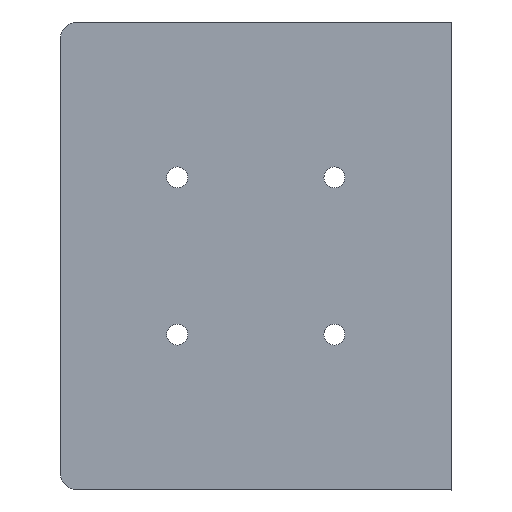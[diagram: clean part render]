
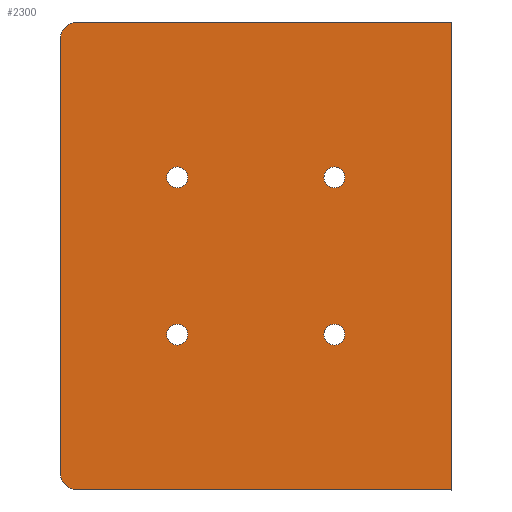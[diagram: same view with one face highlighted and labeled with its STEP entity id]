
A CAD part, front view. The second image highlights one B-rep face of the part: STEP entity #2300.
In plain terms, the highlighted planar face has unit normal (0, -1, 0).
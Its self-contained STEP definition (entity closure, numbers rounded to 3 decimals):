
#54=FACE_BOUND('',#207,.T.);
#55=FACE_BOUND('',#208,.T.);
#56=FACE_BOUND('',#209,.T.);
#57=FACE_BOUND('',#210,.T.);
#76=FACE_OUTER_BOUND('',#206,.T.);
#206=EDGE_LOOP('',(#1635,#1636,#1637,#1638,#1639,#1640));
#207=EDGE_LOOP('',(#1641));
#208=EDGE_LOOP('',(#1642));
#209=EDGE_LOOP('',(#1643));
#210=EDGE_LOOP('',(#1644));
#351=CIRCLE('',#2466,2.5);
#352=CIRCLE('',#2467,2.5);
#353=CIRCLE('',#2468,1.5);
#354=CIRCLE('',#2469,1.5);
#355=CIRCLE('',#2470,1.5);
#356=CIRCLE('',#2471,1.5);
#403=LINE('',#3333,#677);
#407=LINE('',#3342,#681);
#464=LINE('',#3477,#738);
#481=LINE('',#3545,#755);
#677=VECTOR('',#2650,10.);
#681=VECTOR('',#2656,10.);
#738=VECTOR('',#2729,10.);
#755=VECTOR('',#2790,10.);
#952=VERTEX_POINT('',#3331);
#953=VERTEX_POINT('',#3332);
#956=VERTEX_POINT('',#3340);
#957=VERTEX_POINT('',#3341);
#1045=VERTEX_POINT('',#3542);
#1046=VERTEX_POINT('',#3544);
#1047=VERTEX_POINT('',#3547);
#1048=VERTEX_POINT('',#3549);
#1049=VERTEX_POINT('',#3551);
#1050=VERTEX_POINT('',#3553);
#1175=EDGE_CURVE('',#952,#953,#403,.T.);
#1179=EDGE_CURVE('',#956,#957,#407,.T.);
#1242=EDGE_CURVE('',#953,#957,#464,.T.);
#1277=EDGE_CURVE('',#1045,#956,#351,.T.);
#1278=EDGE_CURVE('',#1046,#1045,#481,.T.);
#1279=EDGE_CURVE('',#952,#1046,#352,.T.);
#1280=EDGE_CURVE('',#1047,#1047,#353,.T.);
#1281=EDGE_CURVE('',#1048,#1048,#354,.T.);
#1282=EDGE_CURVE('',#1049,#1049,#355,.T.);
#1283=EDGE_CURVE('',#1050,#1050,#356,.T.);
#1635=ORIENTED_EDGE('',*,*,#1175,.T.);
#1636=ORIENTED_EDGE('',*,*,#1242,.T.);
#1637=ORIENTED_EDGE('',*,*,#1179,.F.);
#1638=ORIENTED_EDGE('',*,*,#1277,.F.);
#1639=ORIENTED_EDGE('',*,*,#1278,.F.);
#1640=ORIENTED_EDGE('',*,*,#1279,.F.);
#1641=ORIENTED_EDGE('',*,*,#1280,.F.);
#1642=ORIENTED_EDGE('',*,*,#1281,.F.);
#1643=ORIENTED_EDGE('',*,*,#1282,.F.);
#1644=ORIENTED_EDGE('',*,*,#1283,.F.);
#2200=PLANE('',#2465);
#2300=ADVANCED_FACE('',(#76,#54,#55,#56,#57),#2200,.F.);
#2465=AXIS2_PLACEMENT_3D('',#3541,#2786,#2787);
#2466=AXIS2_PLACEMENT_3D('',#3543,#2788,#2789);
#2467=AXIS2_PLACEMENT_3D('',#3546,#2791,#2792);
#2468=AXIS2_PLACEMENT_3D('',#3548,#2793,#2794);
#2469=AXIS2_PLACEMENT_3D('',#3550,#2795,#2796);
#2470=AXIS2_PLACEMENT_3D('',#3552,#2797,#2798);
#2471=AXIS2_PLACEMENT_3D('',#3554,#2799,#2800);
#2650=DIRECTION('',(1.,0.,0.));
#2656=DIRECTION('',(1.,0.,0.));
#2729=DIRECTION('',(0.,0.,1.));
#2786=DIRECTION('center_axis',(0.,1.,0.));
#2787=DIRECTION('ref_axis',(1.,0.,0.));
#2788=DIRECTION('center_axis',(0.,1.,0.));
#2789=DIRECTION('ref_axis',(-0.707,0.,0.707));
#2790=DIRECTION('',(0.,0.,1.));
#2791=DIRECTION('center_axis',(0.,1.,0.));
#2792=DIRECTION('ref_axis',(-0.707,0.,-0.707));
#2793=DIRECTION('center_axis',(0.,-1.,0.));
#2794=DIRECTION('ref_axis',(1.,0.,0.));
#2795=DIRECTION('center_axis',(0.,-1.,0.));
#2796=DIRECTION('ref_axis',(1.,0.,0.));
#2797=DIRECTION('center_axis',(0.,-1.,0.));
#2798=DIRECTION('ref_axis',(1.,0.,0.));
#2799=DIRECTION('center_axis',(0.,-1.,0.));
#2800=DIRECTION('ref_axis',(1.,0.,0.));
#3331=CARTESIAN_POINT('',(-25.5,0.,-33.5));
#3332=CARTESIAN_POINT('',(28.047,0.,-33.5));
#3333=CARTESIAN_POINT('',(-28.,0.,-33.5));
#3340=CARTESIAN_POINT('',(-25.5,0.,33.5));
#3341=CARTESIAN_POINT('',(28.047,0.,33.5));
#3342=CARTESIAN_POINT('',(-28.,0.,33.5));
#3477=CARTESIAN_POINT('',(28.047,0.,-47.642));
#3541=CARTESIAN_POINT('Origin',(0.,0.,0.));
#3542=CARTESIAN_POINT('',(-28.,0.,31.));
#3543=CARTESIAN_POINT('Origin',(-25.5,0.,31.));
#3544=CARTESIAN_POINT('',(-28.,0.,-31.));
#3545=CARTESIAN_POINT('',(-28.,0.,-33.5));
#3546=CARTESIAN_POINT('Origin',(-25.5,0.,-31.));
#3547=CARTESIAN_POINT('',(-12.75,0.,-11.25));
#3548=CARTESIAN_POINT('Origin',(-11.25,0.,-11.25));
#3549=CARTESIAN_POINT('',(9.75,0.,-11.25));
#3550=CARTESIAN_POINT('Origin',(11.25,0.,-11.25));
#3551=CARTESIAN_POINT('',(-12.75,0.,11.25));
#3552=CARTESIAN_POINT('Origin',(-11.25,0.,11.25));
#3553=CARTESIAN_POINT('',(9.75,0.,11.25));
#3554=CARTESIAN_POINT('Origin',(11.25,0.,11.25));
